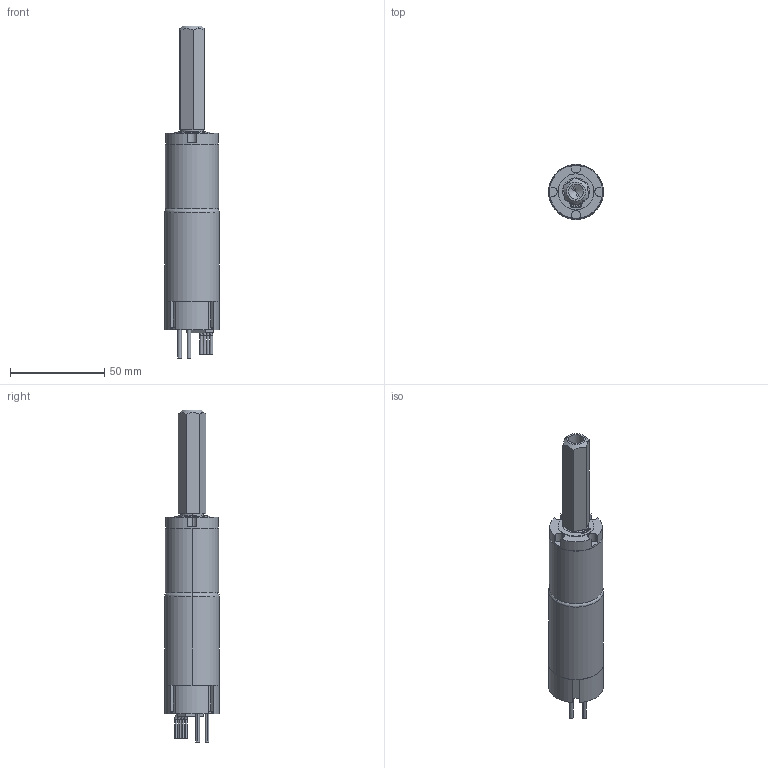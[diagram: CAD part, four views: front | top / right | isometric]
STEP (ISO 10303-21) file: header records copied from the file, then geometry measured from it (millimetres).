
FILE_DESCRIPTION (( 'STEP AP214' ), '1' );
FILE_NAME ('am-4230 JE Gearmotor with Shaft Adapter.STEP', '2022-01-13T16:39:08', ( '' ), ( '' ), 'SwSTEP 2.0', 'SolidWorks 2021', '' );
FILE_SCHEMA (( 'AUTOMOTIVE_DESIGN' ));
Length unit declared in the file: inch
Products named in the file (3): am-4230 JE motor.step; am-4230 JE Gearmotor with Shaft Adapter; am-4234 Hex Shaft to PLG Interface.step
Assembly tree (2 placements, depth 2):
  am-4230 JE Gearmotor with Shaft Adapter
    am-4230 JE motor.step
    am-4234 Hex Shaft to PLG Interface.step
Bounding box: 29.1 x 29.1 x 175.75 mm (x, y, z)
Volume: 72980.5 mm3; surface area: 17742.2 mm2
Topology: 7 solids, 7 shells, 272 faces, 734 edges, 487 vertices
Faces by surface type: plane 138, cylinder 120, bspline 10, cone 4
Entity records: 9350 total; most frequent: CARTESIAN_POINT 1816, DIRECTION 1516, ORIENTED_EDGE 1464, EDGE_CURVE 732, AXIS2_PLACEMENT_3D 535, VERTEX_POINT 487, VECTOR 446, LINE 446
